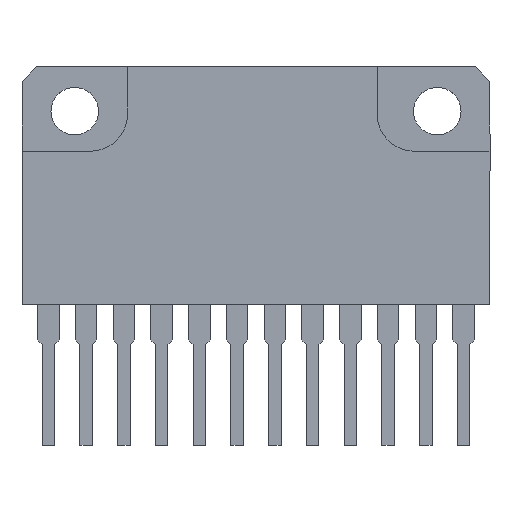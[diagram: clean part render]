
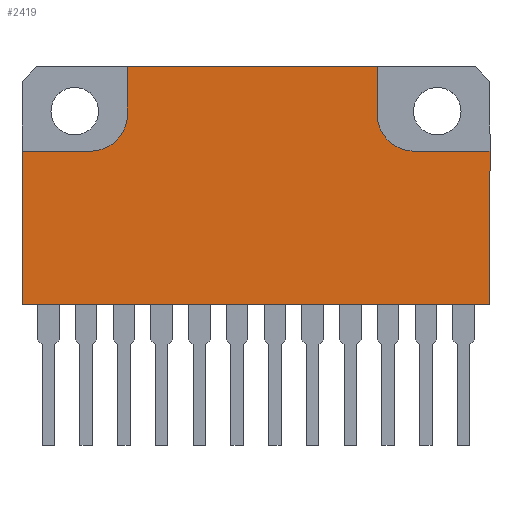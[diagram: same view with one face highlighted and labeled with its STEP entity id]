
A CAD part, top view. The second image highlights one B-rep face of the part: STEP entity #2419.
In plain terms, the highlighted planar face has unit normal (0, 0, 1).
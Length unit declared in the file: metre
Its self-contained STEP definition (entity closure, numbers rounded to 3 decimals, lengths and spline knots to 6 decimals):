
#16=CIRCLE('',#2559,0.0025);
#17=CIRCLE('',#2560,0.0025);
#596=ORIENTED_EDGE('',*,*,#993,.T.);
#597=ORIENTED_EDGE('',*,*,#994,.T.);
#598=ORIENTED_EDGE('',*,*,#956,.T.);
#599=ORIENTED_EDGE('',*,*,#964,.T.);
#600=ORIENTED_EDGE('',*,*,#971,.T.);
#601=ORIENTED_EDGE('',*,*,#976,.F.);
#602=ORIENTED_EDGE('',*,*,#979,.T.);
#603=ORIENTED_EDGE('',*,*,#995,.T.);
#604=ORIENTED_EDGE('',*,*,#980,.F.);
#605=ORIENTED_EDGE('',*,*,#990,.T.);
#956=EDGE_CURVE('',#1202,#1203,#1514,.T.);
#964=EDGE_CURVE('',#1203,#1209,#1522,.T.);
#971=EDGE_CURVE('',#1209,#1215,#1529,.T.);
#976=EDGE_CURVE('',#1219,#1215,#1534,.T.);
#979=EDGE_CURVE('',#1219,#1221,#1537,.T.);
#980=EDGE_CURVE('',#1222,#1223,#1538,.T.);
#990=EDGE_CURVE('',#1222,#1231,#1548,.T.);
#993=EDGE_CURVE('',#1231,#1233,#1551,.T.);
#994=EDGE_CURVE('',#1233,#1202,#16,.F.);
#995=EDGE_CURVE('',#1221,#1223,#17,.F.);
#1202=VERTEX_POINT('',#3723);
#1203=VERTEX_POINT('',#3724);
#1209=VERTEX_POINT('',#3738);
#1215=VERTEX_POINT('',#3752);
#1219=VERTEX_POINT('',#3762);
#1221=VERTEX_POINT('',#3768);
#1222=VERTEX_POINT('',#3772);
#1223=VERTEX_POINT('',#3773);
#1231=VERTEX_POINT('',#3791);
#1233=VERTEX_POINT('',#3797);
#1514=LINE('',#3722,#1840);
#1522=LINE('',#3739,#1848);
#1529=LINE('',#3753,#1855);
#1534=LINE('',#3763,#1860);
#1537=LINE('',#3769,#1863);
#1538=LINE('',#3771,#1864);
#1548=LINE('',#3792,#1874);
#1551=LINE('',#3798,#1877);
#1840=VECTOR('',#3051,1.);
#1848=VECTOR('',#3061,1.);
#1855=VECTOR('',#3070,1.);
#1860=VECTOR('',#3077,1.);
#1863=VECTOR('',#3082,1.);
#1864=VECTOR('',#3085,1.);
#1874=VECTOR('',#3097,1.);
#1877=VECTOR('',#3102,1.);
#2021=EDGE_LOOP('',(#596,#597,#598,#599,#600,#601,#602,#603,#604,#605));
#2165=FACE_BOUND('',#2021,.T.);
#2297=PLANE('',#2558);
#2419=ADVANCED_FACE('',(#2165),#2297,.T.);
#2558=AXIS2_PLACEMENT_3D('',#3799,#3103,#3104);
#2559=AXIS2_PLACEMENT_3D('',#3800,#3105,#3106);
#2560=AXIS2_PLACEMENT_3D('',#3801,#3107,#3108);
#3051=DIRECTION('',(-1.,0.,0.));
#3061=DIRECTION('',(0.,-1.,0.));
#3070=DIRECTION('',(1.,0.,0.));
#3077=DIRECTION('',(0.,-1.,0.));
#3082=DIRECTION('',(-1.,0.,0.));
#3085=DIRECTION('',(0.,-1.,0.));
#3097=DIRECTION('',(-1.,0.,0.));
#3102=DIRECTION('',(0.,-1.,0.));
#3103=DIRECTION('',(0.,0.,1.));
#3104=DIRECTION('',(1.,0.,0.));
#3105=DIRECTION('',(0.,0.,1.));
#3106=DIRECTION('',(1.,0.,0.));
#3107=DIRECTION('',(0.,0.,1.));
#3108=DIRECTION('',(1.,0.,0.));
#3722=CARTESIAN_POINT('',(-0.02795,0.0103,0.0048));
#3723=CARTESIAN_POINT('',(-0.0269,0.0103,0.0048));
#3724=CARTESIAN_POINT('',(-0.0315,0.0103,0.0048));
#3738=CARTESIAN_POINT('',(-0.0315,0.,0.0048));
#3739=CARTESIAN_POINT('',(-0.0315,0.00515,0.0048));
#3752=CARTESIAN_POINT('',(0.,0.,0.0048));
#3753=CARTESIAN_POINT('',(-0.01575,0.,0.0048));
#3762=CARTESIAN_POINT('',(0.,0.0103,0.0048));
#3763=CARTESIAN_POINT('',(0.,0.00515,0.0048));
#3768=CARTESIAN_POINT('',(-0.0051,0.0103,0.0048));
#3769=CARTESIAN_POINT('',(-0.0038,0.0103,0.0048));
#3771=CARTESIAN_POINT('',(-0.0076,0.01315,0.0048));
#3772=CARTESIAN_POINT('',(-0.0076,0.016,0.0048));
#3773=CARTESIAN_POINT('',(-0.0076,0.0128,0.0048));
#3791=CARTESIAN_POINT('',(-0.0244,0.016,0.0048));
#3792=CARTESIAN_POINT('',(-0.016,0.016,0.0048));
#3797=CARTESIAN_POINT('',(-0.0244,0.0128,0.0048));
#3798=CARTESIAN_POINT('',(-0.0244,0.01315,0.0048));
#3799=CARTESIAN_POINT('',(-0.092086,-0.004035,0.0048));
#3800=CARTESIAN_POINT('',(-0.0269,0.0128,0.0048));
#3801=CARTESIAN_POINT('',(-0.0051,0.0128,0.0048));
